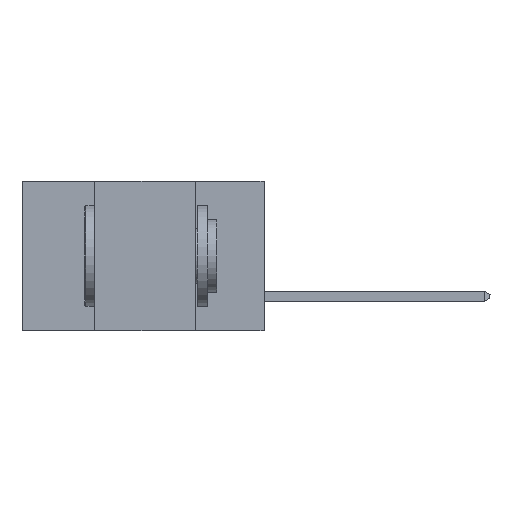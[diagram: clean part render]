
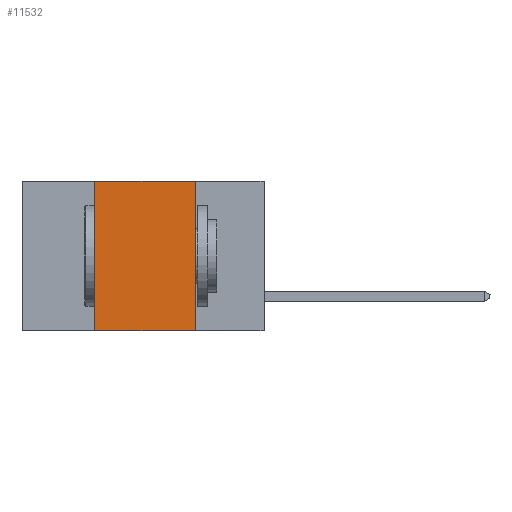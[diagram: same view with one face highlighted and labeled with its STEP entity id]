
A CAD part, left-side view. The second image highlights one B-rep face of the part: STEP entity #11532.
In plain terms, the highlighted planar face has unit normal (-1, 0, 0).
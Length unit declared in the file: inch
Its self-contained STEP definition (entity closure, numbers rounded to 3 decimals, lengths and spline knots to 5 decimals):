
#27 = LINE ( 'NONE', #476, #5829 ) ;
#451 = ORIENTED_EDGE ( 'NONE', *, *, #2751, .T. ) ;
#476 = CARTESIAN_POINT ( 'NONE',  ( 0., 0.6, 0. ) ) ;
#1358 = CARTESIAN_POINT ( 'NONE',  ( 0., 0.17, 0. ) ) ;
#2342 = DIRECTION ( 'NONE',  ( 0., 0., -1. ) ) ;
#2483 = EDGE_LOOP ( 'NONE', ( #8816, #3310, #3176, #451 ) ) ;
#2751 = EDGE_CURVE ( 'NONE', #9778, #12179, #12825, .T. ) ;
#2848 = CARTESIAN_POINT ( 'NONE',  ( 0., 0.42, 0. ) ) ;
#2881 = FACE_OUTER_BOUND ( 'NONE', #2483, .T. ) ;
#2972 = DIRECTION ( 'NONE',  ( 0., 0., 1. ) ) ;
#3176 = ORIENTED_EDGE ( 'NONE', *, *, #11791, .F. ) ;
#3310 = ORIENTED_EDGE ( 'NONE', *, *, #17607, .F. ) ;
#3426 = LINE ( 'NONE', #13307, #8820 ) ;
#4370 = CARTESIAN_POINT ( 'NONE',  ( 0., 0.17, -0.37 ) ) ;
#4523 = CARTESIAN_POINT ( 'NONE',  ( 0., 0.42, -0.37 ) ) ;
#4603 = DIRECTION ( 'NONE',  ( 0., 0., -1. ) ) ;
#5483 = EDGE_CURVE ( 'NONE', #10358, #12179, #3426, .T. ) ;
#5829 = VECTOR ( 'NONE', #17106, 39.37008 ) ;
#6641 = DIRECTION ( 'NONE',  ( 0., -1., 0. ) ) ;
#6733 = VECTOR ( 'NONE', #6641, 39.37008 ) ;
#7375 = VERTEX_POINT ( 'NONE', #17361 ) ;
#8816 = ORIENTED_EDGE ( 'NONE', *, *, #5483, .F. ) ;
#8820 = VECTOR ( 'NONE', #2342, 39.37008 ) ;
#8909 = PLANE ( 'NONE',  #9841 ) ;
#9185 = CARTESIAN_POINT ( 'NONE',  ( 0., 0.6, -0.37 ) ) ;
#9778 = VERTEX_POINT ( 'NONE', #4523 ) ;
#9841 = AXIS2_PLACEMENT_3D ( 'NONE', #15659, #10262, #4603 ) ;
#10262 = DIRECTION ( 'NONE',  ( 1., 0., 0. ) ) ;
#10358 = VERTEX_POINT ( 'NONE', #1358 ) ;
#11532 = ADVANCED_FACE ( 'NONE', ( #2881 ), #8909, .F. ) ;
#11791 = EDGE_CURVE ( 'NONE', #9778, #7375, #16529, .T. ) ;
#12179 = VERTEX_POINT ( 'NONE', #4370 ) ;
#12825 = LINE ( 'NONE', #9185, #6733 ) ;
#13307 = CARTESIAN_POINT ( 'NONE',  ( 0., 0.17, 0. ) ) ;
#15659 = CARTESIAN_POINT ( 'NONE',  ( 0., 0.6, 0. ) ) ;
#16529 = LINE ( 'NONE', #2848, #17414 ) ;
#17106 = DIRECTION ( 'NONE',  ( 0., -1., 0. ) ) ;
#17361 = CARTESIAN_POINT ( 'NONE',  ( 0., 0.42, 0. ) ) ;
#17414 = VECTOR ( 'NONE', #2972, 39.37008 ) ;
#17607 = EDGE_CURVE ( 'NONE', #7375, #10358, #27, .T. ) ;
